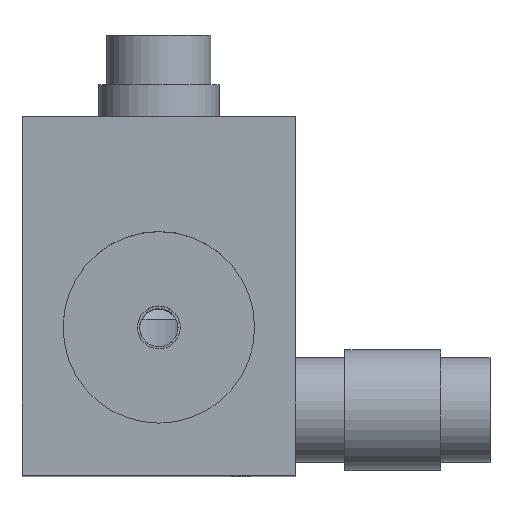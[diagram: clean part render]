
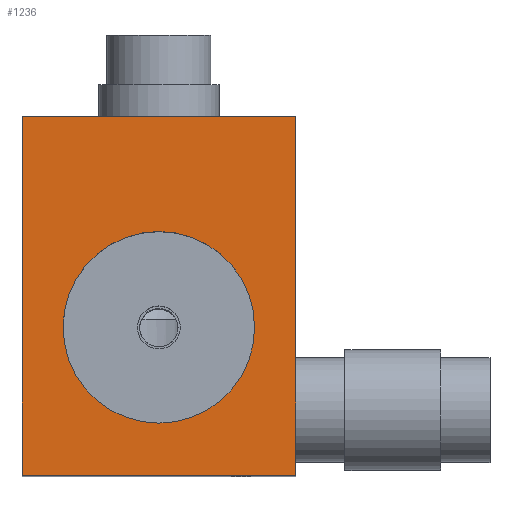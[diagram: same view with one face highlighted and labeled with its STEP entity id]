
A CAD part, top view. The second image highlights one B-rep face of the part: STEP entity #1236.
In plain terms, the highlighted planar face has unit normal (0, 0, 1).
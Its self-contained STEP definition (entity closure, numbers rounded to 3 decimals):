
#80=LINE('',#2361,#138);
#90=LINE('',#2433,#148);
#93=LINE('',#2437,#151);
#94=LINE('',#2439,#152);
#138=VECTOR('',#1756,10.);
#148=VECTOR('',#1818,10.);
#151=VECTOR('',#1823,10.);
#152=VECTOR('',#1826,10.);
#207=FACE_BOUND('',#364,.T.);
#271=FACE_OUTER_BOUND('',#363,.T.);
#363=EDGE_LOOP('',(#1123,#1124,#1125,#1126));
#364=EDGE_LOOP('',(#1127,#1128));
#470=CIRCLE('',#1421,3.5);
#471=CIRCLE('',#1422,3.5);
#584=VERTEX_POINT('',#2357);
#585=VERTEX_POINT('',#2359);
#598=VERTEX_POINT('',#2417);
#599=VERTEX_POINT('',#2418);
#602=VERTEX_POINT('',#2430);
#603=VERTEX_POINT('',#2432);
#752=EDGE_CURVE('',#585,#584,#80,.T.);
#770=EDGE_CURVE('',#598,#599,#470,.T.);
#771=EDGE_CURVE('',#599,#598,#471,.T.);
#777=EDGE_CURVE('',#602,#603,#90,.T.);
#780=EDGE_CURVE('',#602,#584,#93,.T.);
#781=EDGE_CURVE('',#603,#585,#94,.T.);
#1123=ORIENTED_EDGE('',*,*,#780,.T.);
#1124=ORIENTED_EDGE('',*,*,#752,.F.);
#1125=ORIENTED_EDGE('',*,*,#781,.F.);
#1126=ORIENTED_EDGE('',*,*,#777,.F.);
#1127=ORIENTED_EDGE('',*,*,#770,.T.);
#1128=ORIENTED_EDGE('',*,*,#771,.T.);
#1170=PLANE('',#1427);
#1236=ADVANCED_FACE('',(#271,#207),#1170,.T.);
#1421=AXIS2_PLACEMENT_3D('',#2419,#1803,#1804);
#1422=AXIS2_PLACEMENT_3D('',#2420,#1805,#1806);
#1427=AXIS2_PLACEMENT_3D('',#2438,#1824,#1825);
#1756=DIRECTION('',(1.,0.,0.));
#1803=DIRECTION('center_axis',(0.,0.,-1.));
#1804=DIRECTION('ref_axis',(1.,0.,0.));
#1805=DIRECTION('center_axis',(0.,0.,-1.));
#1806=DIRECTION('ref_axis',(1.,0.,0.));
#1818=DIRECTION('',(-1.,0.,0.));
#1823=DIRECTION('',(0.,1.,0.));
#1824=DIRECTION('center_axis',(0.,0.,1.));
#1825=DIRECTION('ref_axis',(1.,0.,0.));
#1826=DIRECTION('',(0.,1.,0.));
#2357=CARTESIAN_POINT('',(5.,8.6,17.5));
#2359=CARTESIAN_POINT('',(-5.,8.6,17.5));
#2361=CARTESIAN_POINT('',(-5.,8.6,17.5));
#2417=CARTESIAN_POINT('',(3.5,0.9,17.5));
#2418=CARTESIAN_POINT('',(-3.5,0.9,17.5));
#2419=CARTESIAN_POINT('Origin',(0.,0.9,17.5));
#2420=CARTESIAN_POINT('Origin',(0.,0.9,17.5));
#2430=CARTESIAN_POINT('',(5.,-4.5,17.5));
#2432=CARTESIAN_POINT('',(-5.,-4.5,17.5));
#2433=CARTESIAN_POINT('',(-5.,-4.5,17.5));
#2437=CARTESIAN_POINT('',(5.,0.,17.5));
#2438=CARTESIAN_POINT('Origin',(-5.,0.,17.5));
#2439=CARTESIAN_POINT('',(-5.,0.,17.5));
